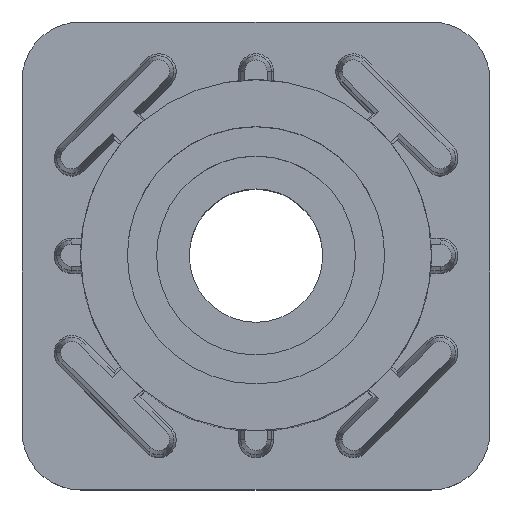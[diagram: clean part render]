
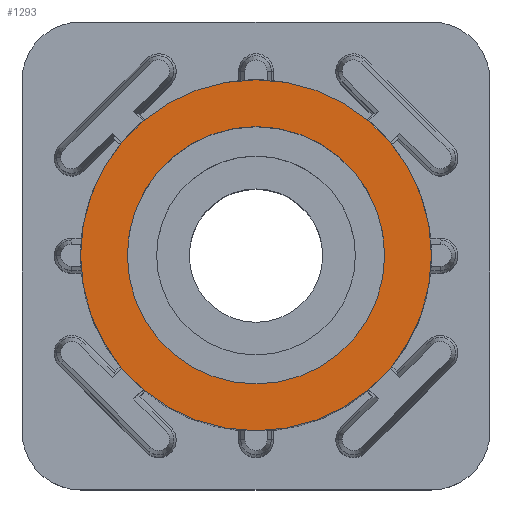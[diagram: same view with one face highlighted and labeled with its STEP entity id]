
A CAD part, top view. The second image highlights one B-rep face of the part: STEP entity #1293.
In plain terms, the highlighted planar face has unit normal (0, 0, 1).
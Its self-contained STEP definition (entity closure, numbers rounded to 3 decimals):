
#268 = EDGE_CURVE ( 'NONE', #1580, #5028, #1134, .T. ) ;
#328 = AXIS2_PLACEMENT_3D ( 'NONE', #1934, #1927, #1917 ) ;
#440 = CARTESIAN_POINT ( 'NONE',  ( 0., 0., 43. ) ) ;
#600 = ORIENTED_EDGE ( 'NONE', *, *, #5535, .F. ) ;
#984 = AXIS2_PLACEMENT_3D ( 'NONE', #4190, #4186, #4165 ) ;
#1134 = CIRCLE ( 'NONE', #1545, 15. ) ;
#1293 = ADVANCED_FACE ( 'NONE', ( #3498, #3271 ), #1450, .T. ) ;
#1450 = PLANE ( 'NONE',  #2535 ) ;
#1484 = CARTESIAN_POINT ( 'NONE',  ( 0., 0., 43. ) ) ;
#1545 = AXIS2_PLACEMENT_3D ( 'NONE', #3090, #3083, #3076 ) ;
#1564 = DIRECTION ( 'NONE',  ( 1., 0., 0. ) ) ;
#1580 = VERTEX_POINT ( 'NONE', #5602 ) ;
#1582 = DIRECTION ( 'NONE',  ( 0., 0., 1. ) ) ;
#1584 = VERTEX_POINT ( 'NONE', #5549 ) ;
#1614 = EDGE_LOOP ( 'NONE', ( #600, #1913 ) ) ;
#1620 = DIRECTION ( 'NONE',  ( 0., 0., 1. ) ) ;
#1849 = EDGE_CURVE ( 'NONE', #5028, #1580, #2212, .T. ) ;
#1913 = ORIENTED_EDGE ( 'NONE', *, *, #4022, .F. ) ;
#1917 = DIRECTION ( 'NONE',  ( 1., 0., 0. ) ) ;
#1927 = DIRECTION ( 'NONE',  ( 0., 0., 1. ) ) ;
#1934 = CARTESIAN_POINT ( 'NONE',  ( 0., 0., 43. ) ) ;
#2212 = CIRCLE ( 'NONE', #984, 15. ) ;
#2449 = ORIENTED_EDGE ( 'NONE', *, *, #268, .T. ) ;
#2535 = AXIS2_PLACEMENT_3D ( 'NONE', #1484, #1582, #1564 ) ;
#2771 = CARTESIAN_POINT ( 'NONE',  ( -15., 0., 43. ) ) ;
#2912 = DIRECTION ( 'NONE',  ( 1., 0., 0. ) ) ;
#3041 = ORIENTED_EDGE ( 'NONE', *, *, #1849, .T. ) ;
#3076 = DIRECTION ( 'NONE',  ( 1., 0., 0. ) ) ;
#3083 = DIRECTION ( 'NONE',  ( 0., 0., 1. ) ) ;
#3090 = CARTESIAN_POINT ( 'NONE',  ( 0., 0., 43. ) ) ;
#3271 = FACE_OUTER_BOUND ( 'NONE', #4381, .T. ) ;
#3498 = FACE_BOUND ( 'NONE', #1614, .T. ) ;
#3944 = CARTESIAN_POINT ( 'NONE',  ( 11., 0., 43. ) ) ;
#4022 = EDGE_CURVE ( 'NONE', #4898, #1584, #4672, .T. ) ;
#4165 = DIRECTION ( 'NONE',  ( 1., 0., 0. ) ) ;
#4186 = DIRECTION ( 'NONE',  ( 0., 0., 1. ) ) ;
#4190 = CARTESIAN_POINT ( 'NONE',  ( 0., 0., 43. ) ) ;
#4381 = EDGE_LOOP ( 'NONE', ( #3041, #2449 ) ) ;
#4639 = CIRCLE ( 'NONE', #5876, 11. ) ;
#4672 = CIRCLE ( 'NONE', #328, 11. ) ;
#4898 = VERTEX_POINT ( 'NONE', #3944 ) ;
#5028 = VERTEX_POINT ( 'NONE', #2771 ) ;
#5535 = EDGE_CURVE ( 'NONE', #1584, #4898, #4639, .T. ) ;
#5549 = CARTESIAN_POINT ( 'NONE',  ( -11., 0., 43. ) ) ;
#5602 = CARTESIAN_POINT ( 'NONE',  ( 15., 0., 43. ) ) ;
#5876 = AXIS2_PLACEMENT_3D ( 'NONE', #440, #1620, #2912 ) ;
